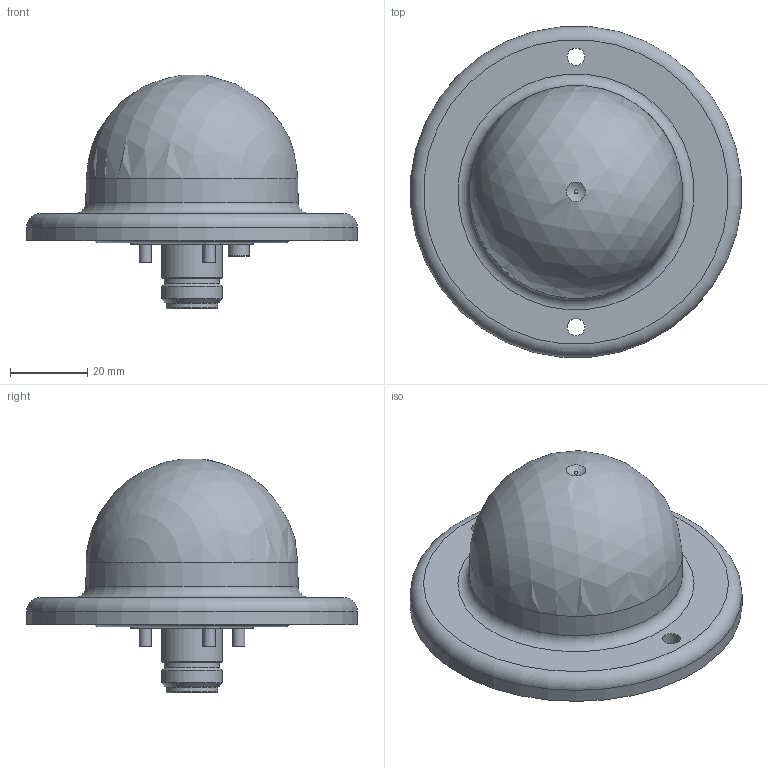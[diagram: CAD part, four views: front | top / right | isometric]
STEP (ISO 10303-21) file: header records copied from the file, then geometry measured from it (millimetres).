
FILE_DESCRIPTION(/* description */ (''),/* implementation_level */ '2;1');
FILE_NAME(/* name */ '6GK5795-6MN10-0AA6_3d.stp',/* time_stamp */ '2022-11-22T16:11:49+01:00',/* author */ (''),/* organization */ (''),/* preprocessor_version */ 'ST-DEVELOPER v18.102',/* originating_system */ 'SIEMENS PLM Software NX 2027',/* authorisation */ '');
FILE_SCHEMA (('AUTOMOTIVE_DESIGN { 1 0 10303 214 3 1 1 1 }'));
Length unit declared in the file: millimetre
Products named in the file (2): Body; 1282_6GK5795-6MN10-0AA6_simpl
Assembly tree (1 placements, depth 2):
  1282_6GK5795-6MN10-0AA6_simpl
    Body
Bounding box: 85.69 x 85.69 x 60.59 mm (x, y, z)
Volume: 97324.7 mm3; surface area: 23300.6 mm2
Topology: 1 solids, 2 shells, 165 faces, 416 edges, 273 vertices
Faces by surface type: plane 97, cylinder 51, torus 7, cone 7, sphere 3
Full cylindrical faces by diameter (mm): 3 x2, 3.2 x3, 4.5 x2, 5.5 x1, 8 x2, 13.5 x1, 14.4 x1, 15.84 x1, 15.85 x1, 40 x1, 43.92 x2, 53.92 x1, 60 x1, 86 x1
Entity records: 5998 total; most frequent: CARTESIAN_POINT 964, DIRECTION 806, ORIENTED_EDGE 748, EDGE_CURVE 374, AXIS2_PLACEMENT_3D 305, VERTEX_POINT 265, EDGE_LOOP 223, LINE 196
